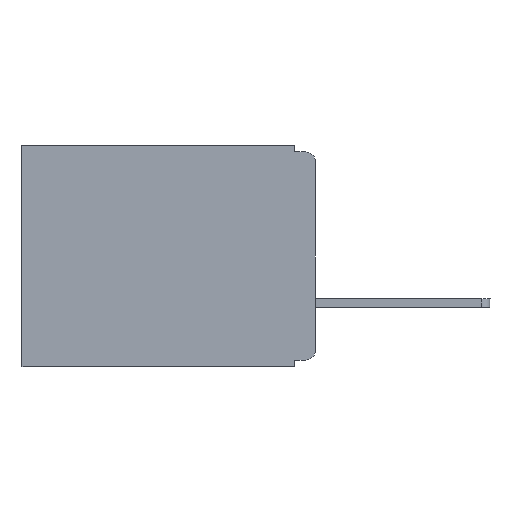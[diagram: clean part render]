
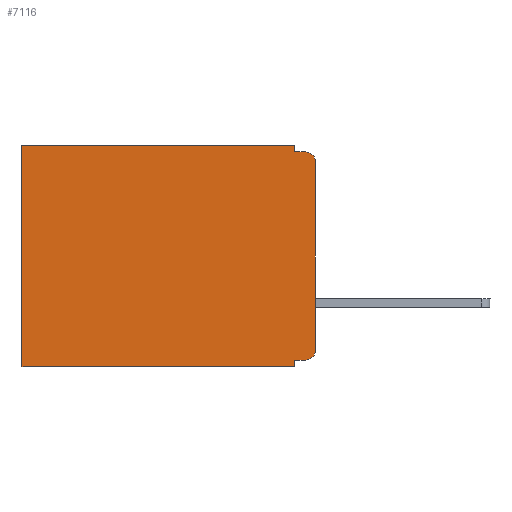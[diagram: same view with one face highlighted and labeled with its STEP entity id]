
A CAD part, left-side view. The second image highlights one B-rep face of the part: STEP entity #7116.
In plain terms, the highlighted planar face has unit normal (-1, 0, 0).
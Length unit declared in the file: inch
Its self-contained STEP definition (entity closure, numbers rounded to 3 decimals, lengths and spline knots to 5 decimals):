
#37 = DIRECTION ( 'NONE',  ( 0., 1., 0. ) ) ;
#44 = VERTEX_POINT ( 'NONE', #8806 ) ;
#59 = CIRCLE ( 'NONE', #7191, 0.015 ) ;
#121 = VECTOR ( 'NONE', #3343, 39.37008 ) ;
#190 = VECTOR ( 'NONE', #2322, 39.37008 ) ;
#503 = ORIENTED_EDGE ( 'NONE', *, *, #8587, .F. ) ;
#760 = VERTEX_POINT ( 'NONE', #11161 ) ;
#861 = ORIENTED_EDGE ( 'NONE', *, *, #4493, .T. ) ;
#909 = CARTESIAN_POINT ( 'NONE',  ( 0.3, 0., -0.33 ) ) ;
#925 = LINE ( 'NONE', #4496, #2332 ) ;
#969 = VERTEX_POINT ( 'NONE', #5079 ) ;
#1389 = ORIENTED_EDGE ( 'NONE', *, *, #11303, .F. ) ;
#1607 = CARTESIAN_POINT ( 'NONE',  ( 0.3, 0.015, -0.025 ) ) ;
#1780 = DIRECTION ( 'NONE',  ( 0., 0., -1. ) ) ;
#1815 = DIRECTION ( 'NONE',  ( 0., 0., -1. ) ) ;
#2322 = DIRECTION ( 'NONE',  ( 0., 1., 0. ) ) ;
#2332 = VECTOR ( 'NONE', #2711, 39.37008 ) ;
#2702 = CARTESIAN_POINT ( 'NONE',  ( 0.3, 0.015, -0.32 ) ) ;
#2711 = DIRECTION ( 'NONE',  ( 0., 0., -1. ) ) ;
#2773 = DIRECTION ( 'NONE',  ( 0., 0., -1. ) ) ;
#2784 = CARTESIAN_POINT ( 'NONE',  ( 0.3, 0.031, -0.32 ) ) ;
#2787 = LINE ( 'NONE', #9741, #121 ) ;
#3343 = DIRECTION ( 'NONE',  ( 0., 1., 0. ) ) ;
#3709 = VERTEX_POINT ( 'NONE', #2784 ) ;
#3881 = DIRECTION ( 'NONE',  ( 0., 0., -1. ) ) ;
#4119 = AXIS2_PLACEMENT_3D ( 'NONE', #7925, #11482, #2773 ) ;
#4160 = VERTEX_POINT ( 'NONE', #9070 ) ;
#4309 = CARTESIAN_POINT ( 'NONE',  ( 0.3, 0.031, 0. ) ) ;
#4426 = VERTEX_POINT ( 'NONE', #10586 ) ;
#4453 = DIRECTION ( 'NONE',  ( 1., 0., 0. ) ) ;
#4481 = CARTESIAN_POINT ( 'NONE',  ( 0.3, 0.437, -0.33 ) ) ;
#4493 = EDGE_CURVE ( 'NONE', #8595, #4160, #9808, .T. ) ;
#4496 = CARTESIAN_POINT ( 'NONE',  ( 0.3, 0.031, -0.33 ) ) ;
#4635 = ORIENTED_EDGE ( 'NONE', *, *, #9058, .T. ) ;
#4670 = VERTEX_POINT ( 'NONE', #7147 ) ;
#4846 = CARTESIAN_POINT ( 'NONE',  ( 0.3, 0., -0.01 ) ) ;
#4850 = LINE ( 'NONE', #9006, #8772 ) ;
#4930 = VERTEX_POINT ( 'NONE', #9064 ) ;
#4998 = EDGE_CURVE ( 'NONE', #969, #4160, #8019, .T. ) ;
#5079 = CARTESIAN_POINT ( 'NONE',  ( 0.3, 0., -0.025 ) ) ;
#5470 = VECTOR ( 'NONE', #3881, 39.37008 ) ;
#6682 = LINE ( 'NONE', #4309, #9862 ) ;
#6810 = VECTOR ( 'NONE', #10163, 39.37008 ) ;
#6890 = AXIS2_PLACEMENT_3D ( 'NONE', #909, #4453, #1780 ) ;
#7018 = ORIENTED_EDGE ( 'NONE', *, *, #10533, .F. ) ;
#7116 = ADVANCED_FACE ( 'NONE', ( #10058 ), #9921, .F. ) ;
#7121 = VECTOR ( 'NONE', #11599, 39.37008 ) ;
#7147 = CARTESIAN_POINT ( 'NONE',  ( 0.3, 0.031, -0.01 ) ) ;
#7191 = AXIS2_PLACEMENT_3D ( 'NONE', #1607, #10807, #1815 ) ;
#7358 = EDGE_CURVE ( 'NONE', #760, #7712, #2787, .T. ) ;
#7706 = EDGE_LOOP ( 'NONE', ( #8191, #4635, #1389, #10451, #10145, #9212, #10260, #7018, #503, #861 ) ) ;
#7712 = VERTEX_POINT ( 'NONE', #11295 ) ;
#7925 = CARTESIAN_POINT ( 'NONE',  ( 0.3, 0.015, -0.305 ) ) ;
#8019 = LINE ( 'NONE', #10953, #5470 ) ;
#8189 = EDGE_CURVE ( 'NONE', #7712, #44, #8378, .T. ) ;
#8191 = ORIENTED_EDGE ( 'NONE', *, *, #4998, .F. ) ;
#8321 = LINE ( 'NONE', #8658, #190 ) ;
#8378 = LINE ( 'NONE', #4481, #7121 ) ;
#8587 = EDGE_CURVE ( 'NONE', #8595, #3709, #4850, .T. ) ;
#8595 = VERTEX_POINT ( 'NONE', #2702 ) ;
#8658 = CARTESIAN_POINT ( 'NONE',  ( 0.3, 0., -0.33 ) ) ;
#8772 = VECTOR ( 'NONE', #37, 39.37008 ) ;
#8806 = CARTESIAN_POINT ( 'NONE',  ( 0.3, 0.437, -0.33 ) ) ;
#9006 = CARTESIAN_POINT ( 'NONE',  ( 0.3, 0., -0.32 ) ) ;
#9058 = EDGE_CURVE ( 'NONE', #969, #4930, #59, .T. ) ;
#9064 = CARTESIAN_POINT ( 'NONE',  ( 0.3, 0.015, -0.01 ) ) ;
#9070 = CARTESIAN_POINT ( 'NONE',  ( 0.3, 0., -0.305 ) ) ;
#9212 = ORIENTED_EDGE ( 'NONE', *, *, #8189, .T. ) ;
#9741 = CARTESIAN_POINT ( 'NONE',  ( 0.3, 0., 0. ) ) ;
#9808 = CIRCLE ( 'NONE', #4119, 0.015 ) ;
#9837 = LINE ( 'NONE', #4846, #6810 ) ;
#9862 = VECTOR ( 'NONE', #11499, 39.37008 ) ;
#9921 = PLANE ( 'NONE',  #6890 ) ;
#10058 = FACE_OUTER_BOUND ( 'NONE', #7706, .T. ) ;
#10145 = ORIENTED_EDGE ( 'NONE', *, *, #7358, .T. ) ;
#10163 = DIRECTION ( 'NONE',  ( 0., -1., 0. ) ) ;
#10260 = ORIENTED_EDGE ( 'NONE', *, *, #11505, .F. ) ;
#10376 = EDGE_CURVE ( 'NONE', #760, #4670, #6682, .T. ) ;
#10451 = ORIENTED_EDGE ( 'NONE', *, *, #10376, .F. ) ;
#10533 = EDGE_CURVE ( 'NONE', #3709, #4426, #925, .T. ) ;
#10586 = CARTESIAN_POINT ( 'NONE',  ( 0.3, 0.031, -0.33 ) ) ;
#10807 = DIRECTION ( 'NONE',  ( -1., 0., 0. ) ) ;
#10953 = CARTESIAN_POINT ( 'NONE',  ( 0.3, 0., -0.33 ) ) ;
#11161 = CARTESIAN_POINT ( 'NONE',  ( 0.3, 0.031, 0. ) ) ;
#11295 = CARTESIAN_POINT ( 'NONE',  ( 0.3, 0.437, 0. ) ) ;
#11303 = EDGE_CURVE ( 'NONE', #4670, #4930, #9837, .T. ) ;
#11482 = DIRECTION ( 'NONE',  ( -1., 0., 0. ) ) ;
#11499 = DIRECTION ( 'NONE',  ( 0., 0., -1. ) ) ;
#11505 = EDGE_CURVE ( 'NONE', #4426, #44, #8321, .T. ) ;
#11599 = DIRECTION ( 'NONE',  ( 0., 0., -1. ) ) ;
